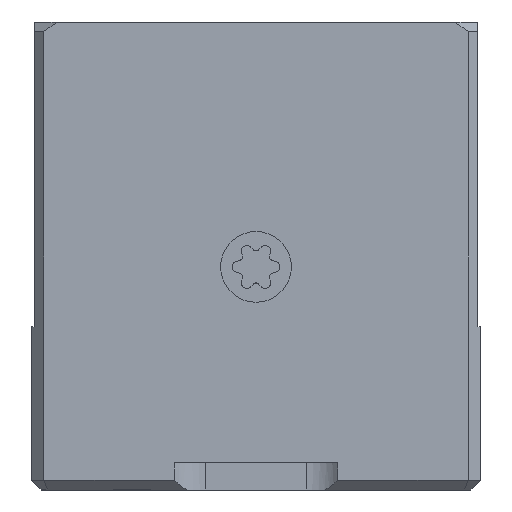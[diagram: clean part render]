
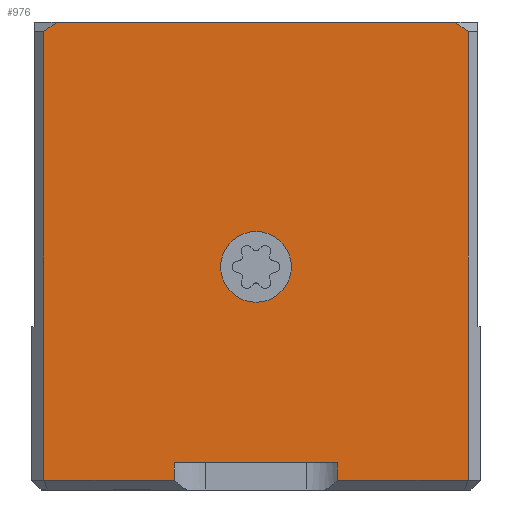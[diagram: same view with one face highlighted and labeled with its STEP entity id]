
A CAD part, left-side view. The second image highlights one B-rep face of the part: STEP entity #976.
In plain terms, the highlighted planar face has unit normal (-1, 0, 0).
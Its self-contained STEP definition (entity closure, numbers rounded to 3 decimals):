
#976=ADVANCED_FACE('',(#3605,#3606),#1466,.T.);
#1466=PLANE('',#9762);
#1960=LINE('',#13831,#2876);
#1961=LINE('',#13834,#2877);
#1962=LINE('',#13836,#2878);
#1963=LINE('',#13838,#2879);
#1964=LINE('',#13840,#2880);
#1965=LINE('',#13842,#2881);
#1966=LINE('',#13843,#2882);
#1967=LINE('',#13845,#2883);
#1968=LINE('',#13847,#2884);
#1969=LINE('',#13849,#2885);
#2876=VECTOR('',#10985,1.);
#2877=VECTOR('',#10986,1.);
#2878=VECTOR('',#10987,1.);
#2879=VECTOR('',#10988,1.);
#2880=VECTOR('',#10989,1.);
#2881=VECTOR('',#10990,1.);
#2882=VECTOR('',#10991,1.);
#2883=VECTOR('',#10992,1.);
#2884=VECTOR('',#10993,1.);
#2885=VECTOR('',#10994,1.);
#3605=FACE_BOUND('',#3745,.T.);
#3606=FACE_BOUND('',#3746,.T.);
#3745=EDGE_LOOP('',(#4690));
#3746=EDGE_LOOP('',(#4691,#4692,#4693,#4694,#4695,#4696,#4697,#4698,#4699,
#4700));
#4690=ORIENTED_EDGE('',*,*,#8252,.T.);
#4691=ORIENTED_EDGE('',*,*,#8253,.T.);
#4692=ORIENTED_EDGE('',*,*,#8254,.F.);
#4693=ORIENTED_EDGE('',*,*,#8255,.F.);
#4694=ORIENTED_EDGE('',*,*,#8256,.F.);
#4695=ORIENTED_EDGE('',*,*,#8257,.F.);
#4696=ORIENTED_EDGE('',*,*,#8258,.F.);
#4697=ORIENTED_EDGE('',*,*,#8259,.F.);
#4698=ORIENTED_EDGE('',*,*,#8260,.T.);
#4699=ORIENTED_EDGE('',*,*,#8261,.T.);
#4700=ORIENTED_EDGE('',*,*,#8262,.T.);
#7232=VERTEX_POINT('',#13696);
#7282=VERTEX_POINT('',#13830);
#7283=VERTEX_POINT('',#13832);
#7284=VERTEX_POINT('',#13833);
#7285=VERTEX_POINT('',#13835);
#7286=VERTEX_POINT('',#13837);
#7287=VERTEX_POINT('',#13839);
#7288=VERTEX_POINT('',#13841);
#7289=VERTEX_POINT('',#13844);
#7290=VERTEX_POINT('',#13846);
#7291=VERTEX_POINT('',#13848);
#8252=EDGE_CURVE('',#7282,#7282,#9361,.T.);
#8253=EDGE_CURVE('',#7283,#7284,#1960,.T.);
#8254=EDGE_CURVE('',#7285,#7284,#1961,.T.);
#8255=EDGE_CURVE('',#7286,#7285,#1962,.T.);
#8256=EDGE_CURVE('',#7287,#7286,#1963,.T.);
#8257=EDGE_CURVE('',#7288,#7287,#1964,.T.);
#8258=EDGE_CURVE('',#7232,#7288,#1965,.T.);
#8259=EDGE_CURVE('',#7289,#7232,#1966,.T.);
#8260=EDGE_CURVE('',#7289,#7290,#1967,.T.);
#8261=EDGE_CURVE('',#7290,#7291,#1968,.T.);
#8262=EDGE_CURVE('',#7291,#7283,#1969,.T.);
#9361=CIRCLE('',#9761,1.3);
#9761=AXIS2_PLACEMENT_3D('',#13829,#10983,#10984);
#9762=AXIS2_PLACEMENT_3D('',#13850,#10995,#10996);
#10983=DIRECTION('',(1.,0.,0.));
#10984=DIRECTION('',(0.,0.,1.));
#10985=DIRECTION('',(0.,0.,-1.));
#10986=DIRECTION('',(0.,1.,0.));
#10987=DIRECTION('',(0.,0.,-1.));
#10988=DIRECTION('',(0.,1.,0.));
#10989=DIRECTION('',(0.,0.,1.));
#10990=DIRECTION('',(0.,1.,0.));
#10991=DIRECTION('',(0.,0.,-1.));
#10992=DIRECTION('',(0.,0.816,0.577));
#10993=DIRECTION('',(0.,1.,0.));
#10994=DIRECTION('',(0.,0.816,-0.577));
#10995=DIRECTION('',(-1.,0.,0.));
#10996=DIRECTION('',(0.,0.,-1.));
#13696=CARTESIAN_POINT('',(-18.,-7.8,0.35));
#13829=CARTESIAN_POINT('',(-18.,0.,8.2));
#13830=CARTESIAN_POINT('',(-18.,0.,9.5));
#13831=CARTESIAN_POINT('',(-18.,7.8,25.));
#13832=CARTESIAN_POINT('',(-18.,7.8,16.85));
#13833=CARTESIAN_POINT('',(-18.,7.8,0.35));
#13834=CARTESIAN_POINT('',(-18.,-8.25,0.35));
#13835=CARTESIAN_POINT('',(-18.,3.,0.35));
#13836=CARTESIAN_POINT('',(-18.,3.,0.));
#13837=CARTESIAN_POINT('',(-18.,3.,1.));
#13838=CARTESIAN_POINT('',(-18.,0.,1.));
#13839=CARTESIAN_POINT('',(-18.,-3.,1.));
#13840=CARTESIAN_POINT('',(-18.,-3.,0.));
#13841=CARTESIAN_POINT('',(-18.,-3.,0.35));
#13842=CARTESIAN_POINT('',(-18.,-8.25,0.35));
#13843=CARTESIAN_POINT('',(-18.,-7.8,25.));
#13844=CARTESIAN_POINT('',(-18.,-7.8,16.85));
#13845=CARTESIAN_POINT('',(-18.,-10.543,14.91));
#13846=CARTESIAN_POINT('',(-18.,-7.305,17.2));
#13847=CARTESIAN_POINT('',(-18.,0.,17.2));
#13848=CARTESIAN_POINT('',(-18.,7.305,17.2));
#13849=CARTESIAN_POINT('',(-18.,10.543,14.91));
#13850=CARTESIAN_POINT('',(-18.,0.,0.));
